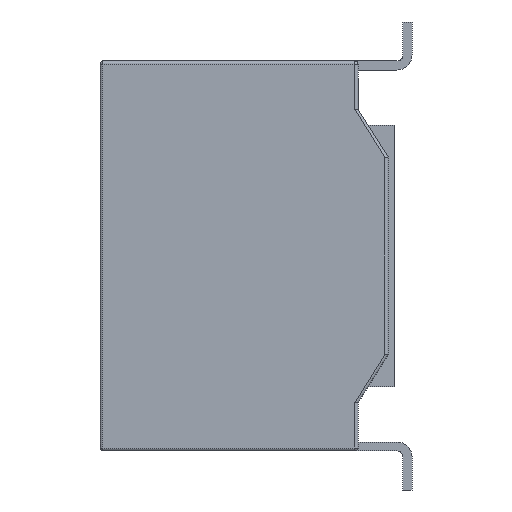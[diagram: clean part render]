
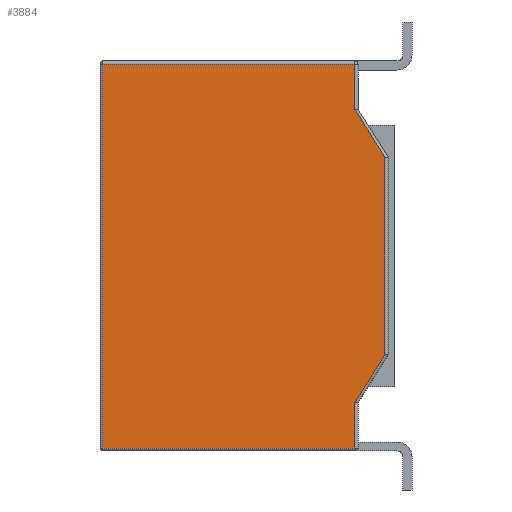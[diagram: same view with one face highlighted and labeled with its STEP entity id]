
A CAD part, left-side view. The second image highlights one B-rep face of the part: STEP entity #3884.
In plain terms, the highlighted planar face has unit normal (-1, 0, 0).
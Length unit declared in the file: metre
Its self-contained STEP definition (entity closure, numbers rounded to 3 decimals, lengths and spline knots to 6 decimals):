
#480=LINE('',#6832,#902);
#481=LINE('',#6835,#903);
#482=LINE('',#6837,#904);
#483=LINE('',#6839,#905);
#484=LINE('',#6841,#906);
#485=LINE('',#6843,#907);
#486=LINE('',#6845,#908);
#487=LINE('',#6847,#909);
#902=VECTOR('',#5574,1.);
#903=VECTOR('',#5575,1.);
#904=VECTOR('',#5576,1.);
#905=VECTOR('',#5577,1.);
#906=VECTOR('',#5578,1.);
#907=VECTOR('',#5579,1.);
#908=VECTOR('',#5580,1.);
#909=VECTOR('',#5581,1.);
#1537=ORIENTED_EDGE('',*,*,#2494,.T.);
#1538=ORIENTED_EDGE('',*,*,#2495,.T.);
#1539=ORIENTED_EDGE('',*,*,#2496,.T.);
#1540=ORIENTED_EDGE('',*,*,#2497,.T.);
#1541=ORIENTED_EDGE('',*,*,#2498,.T.);
#1542=ORIENTED_EDGE('',*,*,#2499,.T.);
#1543=ORIENTED_EDGE('',*,*,#2500,.T.);
#1544=ORIENTED_EDGE('',*,*,#2501,.T.);
#2494=EDGE_CURVE('',#2947,#2948,#480,.T.);
#2495=EDGE_CURVE('',#2948,#2949,#481,.F.);
#2496=EDGE_CURVE('',#2949,#2950,#482,.T.);
#2497=EDGE_CURVE('',#2950,#2951,#483,.F.);
#2498=EDGE_CURVE('',#2951,#2952,#484,.F.);
#2499=EDGE_CURVE('',#2952,#2953,#485,.F.);
#2500=EDGE_CURVE('',#2953,#2954,#486,.T.);
#2501=EDGE_CURVE('',#2954,#2947,#487,.T.);
#2947=VERTEX_POINT('',#6833);
#2948=VERTEX_POINT('',#6834);
#2949=VERTEX_POINT('',#6836);
#2950=VERTEX_POINT('',#6838);
#2951=VERTEX_POINT('',#6840);
#2952=VERTEX_POINT('',#6842);
#2953=VERTEX_POINT('',#6844);
#2954=VERTEX_POINT('',#6846);
#3218=EDGE_LOOP('',(#1537,#1538,#1539,#1540,#1541,#1542,#1543,#1544));
#3445=FACE_BOUND('',#3218,.T.);
#3667=PLANE('',#4732);
#3884=ADVANCED_FACE('',(#3445),#3667,.F.);
#4732=AXIS2_PLACEMENT_3D('',#6831,#5572,#5573);
#5572=DIRECTION('',(1.,0.,0.));
#5573=DIRECTION('',(0.,0.,-1.));
#5574=DIRECTION('',(0.,0.,1.));
#5575=DIRECTION('',(0.,-0.53,-0.848));
#5576=DIRECTION('',(0.,0.,1.));
#5577=DIRECTION('',(0.,-1.,0.));
#5578=DIRECTION('',(0.,0.,1.));
#5579=DIRECTION('',(0.,1.,0.));
#5580=DIRECTION('',(0.,0.,1.));
#5581=DIRECTION('',(0.,-0.53,0.848));
#6831=CARTESIAN_POINT('',(-0.0012,0.0052,-0.00325));
#6832=CARTESIAN_POINT('',(-0.0012,0.00045,0.00165));
#6833=CARTESIAN_POINT('',(-0.0012,0.00045,-0.001636));
#6834=CARTESIAN_POINT('',(-0.0012,0.00045,0.001636));
#6835=CARTESIAN_POINT('',(-0.0012,0.000942,0.002424));
#6836=CARTESIAN_POINT('',(-0.0012,0.00095,0.002436));
#6837=CARTESIAN_POINT('',(-0.0012,0.00095,-0.00325));
#6838=CARTESIAN_POINT('',(-0.0012,0.00095,0.0032));
#6839=CARTESIAN_POINT('',(-0.0012,0.0052,0.0032));
#6840=CARTESIAN_POINT('',(-0.0012,0.00515,0.0032));
#6841=CARTESIAN_POINT('',(-0.0012,0.00515,-0.00325));
#6842=CARTESIAN_POINT('',(-0.0012,0.00515,-0.0032));
#6843=CARTESIAN_POINT('',(-0.0012,0.0052,-0.0032));
#6844=CARTESIAN_POINT('',(-0.0012,0.00095,-0.0032));
#6845=CARTESIAN_POINT('',(-0.0012,0.00095,-0.00325));
#6846=CARTESIAN_POINT('',(-0.0012,0.00095,-0.002436));
#6847=CARTESIAN_POINT('',(-0.0012,0.000442,-0.001624));
